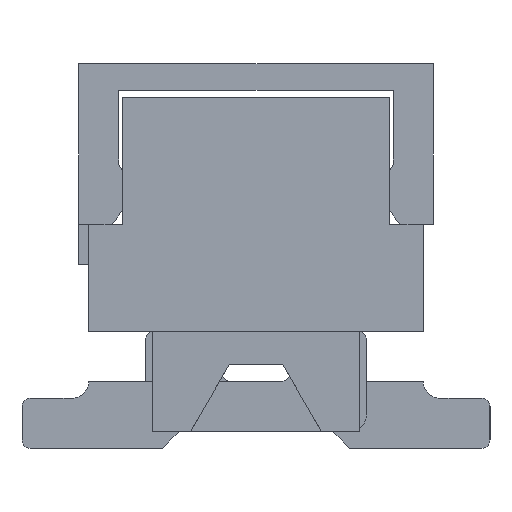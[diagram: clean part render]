
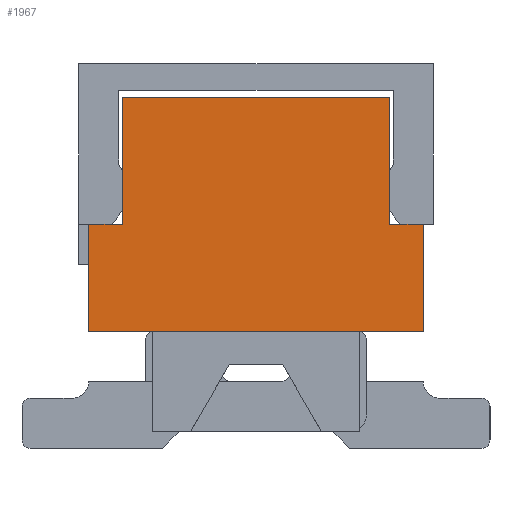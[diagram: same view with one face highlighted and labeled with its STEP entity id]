
A CAD part, left-side view. The second image highlights one B-rep face of the part: STEP entity #1967.
In plain terms, the highlighted planar face has unit normal (-1, 0, 0).
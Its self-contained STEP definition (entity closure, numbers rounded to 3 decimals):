
#1967=ADVANCED_FACE('',(#4414),#4415,.F.);
#4414=FACE_OUTER_BOUND('',#7392,.T.);
#4415=PLANE('',#7393);
#7392=EDGE_LOOP('',(#13527,#13528,#13529,#13530,#13531,#13532,#13533,#13534));
#7393=AXIS2_PLACEMENT_3D('',#13535,#13536,#13537);
#13527=ORIENTED_EDGE('',*,*,#20090,.F.);
#13528=ORIENTED_EDGE('',*,*,#20190,.T.);
#13529=ORIENTED_EDGE('',*,*,#20188,.T.);
#13530=ORIENTED_EDGE('',*,*,#20185,.T.);
#13531=ORIENTED_EDGE('',*,*,#20102,.T.);
#13532=ORIENTED_EDGE('',*,*,#20192,.T.);
#13533=ORIENTED_EDGE('',*,*,#20193,.F.);
#13534=ORIENTED_EDGE('',*,*,#20194,.F.);
#13535=CARTESIAN_POINT('',(-8.645,0.0,0.0));
#13536=DIRECTION('',(1.0,0.0,0.0));
#13537=DIRECTION('',(0.0,1.0,0.0));
#20090=EDGE_CURVE('',#24735,#24737,#24738,.T.);
#20102=EDGE_CURVE('',#24757,#24755,#24758,.T.);
#20185=EDGE_CURVE('',#24893,#24757,#24895,.T.);
#20188=EDGE_CURVE('',#24897,#24893,#24899,.T.);
#20190=EDGE_CURVE('',#24735,#24897,#24901,.T.);
#20192=EDGE_CURVE('',#24755,#24903,#24904,.T.);
#20193=EDGE_CURVE('',#24905,#24903,#24906,.T.);
#20194=EDGE_CURVE('',#24737,#24905,#24907,.T.);
#24735=VERTEX_POINT('',#31263);
#24737=VERTEX_POINT('',#31266);
#24738=LINE('',#31267,#31268);
#24755=VERTEX_POINT('',#31292);
#24757=VERTEX_POINT('',#31295);
#24758=LINE('',#31296,#31297);
#24893=VERTEX_POINT('',#31499);
#24895=LINE('',#31502,#31503);
#24897=VERTEX_POINT('',#31505);
#24899=LINE('',#31508,#31509);
#24901=LINE('',#31511,#31512);
#24903=VERTEX_POINT('',#31514);
#24904=LINE('',#31515,#31516);
#24905=VERTEX_POINT('',#31517);
#24906=LINE('',#31518,#31519);
#24907=LINE('',#31520,#31521);
#31263=CARTESIAN_POINT('',(-8.645,-2.0,0.8));
#31266=CARTESIAN_POINT('',(-8.645,-2.5,0.8));
#31267=CARTESIAN_POINT('',(-8.645,-2.0,0.8));
#31268=VECTOR('',#37615,1000.0);
#31292=CARTESIAN_POINT('',(-8.645,2.5,0.8));
#31295=CARTESIAN_POINT('',(-8.645,2.0,0.8));
#31296=CARTESIAN_POINT('',(-8.645,2.0,0.8));
#31297=VECTOR('',#37627,1000.0);
#31499=CARTESIAN_POINT('',(-8.645,2.0,2.7));
#31502=CARTESIAN_POINT('',(-8.645,2.0,2.7));
#31503=VECTOR('',#37696,1000.0);
#31505=CARTESIAN_POINT('',(-8.645,-2.0,2.7));
#31508=CARTESIAN_POINT('',(-8.645,-2.0,2.7));
#31509=VECTOR('',#37698,1000.0);
#31511=CARTESIAN_POINT('',(-8.645,-2.0,0.8));
#31512=VECTOR('',#37699,1000.0);
#31514=CARTESIAN_POINT('',(-8.645,2.5,-0.8));
#31515=CARTESIAN_POINT('',(-8.645,2.5,0.8));
#31516=VECTOR('',#37700,1000.0);
#31517=CARTESIAN_POINT('',(-8.645,-2.5,-0.8));
#31518=CARTESIAN_POINT('',(-8.645,-2.5,-0.8));
#31519=VECTOR('',#37701,1000.0);
#31520=CARTESIAN_POINT('',(-8.645,-2.5,0.8));
#31521=VECTOR('',#37702,1000.0);
#37615=DIRECTION('',(0.0,-1.0,0.0));
#37627=DIRECTION('',(0.0,1.0,0.0));
#37696=DIRECTION('',(0.0,0.,-1.0));
#37698=DIRECTION('',(0.0,1.0,0.0));
#37699=DIRECTION('',(0.0,0.0,1.0));
#37700=DIRECTION('',(0.0,0.0,-1.0));
#37701=DIRECTION('',(0.0,1.0,0.));
#37702=DIRECTION('',(0.0,0.0,-1.0));
